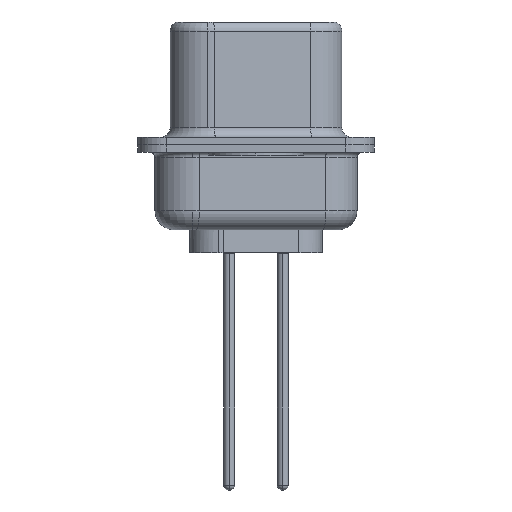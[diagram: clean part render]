
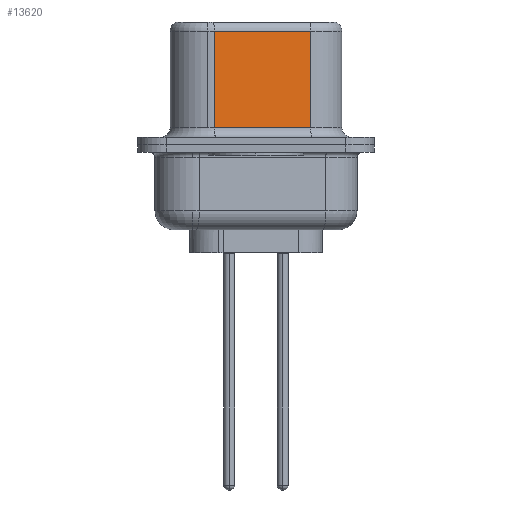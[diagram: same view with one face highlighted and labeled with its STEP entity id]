
A CAD part, left-side view. The second image highlights one B-rep face of the part: STEP entity #13620.
In plain terms, the highlighted planar face has unit normal (-0.985, -0.174, 0).
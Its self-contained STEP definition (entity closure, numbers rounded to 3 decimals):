
#313 = EDGE_CURVE ( 'NONE', #4058, #10713, #6822, .T. ) ;
#323 = CARTESIAN_POINT ( 'NONE',  ( 4.555, -2.897, 6.52 ) ) ;
#1390 = CARTESIAN_POINT ( 'NONE',  ( 4.555, -2.897, 0.9 ) ) ;
#1982 = PLANE ( 'NONE',  #9147 ) ;
#2974 = LINE ( 'NONE', #7600, #6974 ) ;
#3165 = ORIENTED_EDGE ( 'NONE', *, *, #14807, .T. ) ;
#3754 = CARTESIAN_POINT ( 'NONE',  ( 3.655, 2.203, 6.02 ) ) ;
#3909 = EDGE_CURVE ( 'NONE', #10713, #10338, #10596, .T. ) ;
#4058 = VERTEX_POINT ( 'NONE', #3754 ) ;
#4661 = CARTESIAN_POINT ( 'NONE',  ( 3.655, 2.203, 0.9 ) ) ;
#5646 = CARTESIAN_POINT ( 'NONE',  ( 4.555, -2.897, 6.52 ) ) ;
#5711 = VECTOR ( 'NONE', #8252, 1000. ) ;
#6097 = ORIENTED_EDGE ( 'NONE', *, *, #313, .T. ) ;
#6135 = CARTESIAN_POINT ( 'NONE',  ( 4.555, -2.897, 6.02 ) ) ;
#6666 = CARTESIAN_POINT ( 'NONE',  ( 3.655, 2.203, 6.52 ) ) ;
#6822 = LINE ( 'NONE', #6666, #7509 ) ;
#6974 = VECTOR ( 'NONE', #14320, 1000. ) ;
#7228 = EDGE_CURVE ( 'NONE', #9733, #10338, #9244, .T. ) ;
#7476 = ORIENTED_EDGE ( 'NONE', *, *, #3909, .T. ) ;
#7509 = VECTOR ( 'NONE', #11139, 1000. ) ;
#7600 = CARTESIAN_POINT ( 'NONE',  ( 4.555, -2.897, 6.02 ) ) ;
#8149 = ORIENTED_EDGE ( 'NONE', *, *, #7228, .F. ) ;
#8252 = DIRECTION ( 'NONE',  ( 0.174, -0.985, 0. ) ) ;
#9147 = AXIS2_PLACEMENT_3D ( 'NONE', #5646, #13531, #10257 ) ;
#9244 = LINE ( 'NONE', #323, #13798 ) ;
#9733 = VERTEX_POINT ( 'NONE', #6135 ) ;
#10257 = DIRECTION ( 'NONE',  ( -0.174, 0.985, 0. ) ) ;
#10338 = VERTEX_POINT ( 'NONE', #1390 ) ;
#10596 = LINE ( 'NONE', #11596, #5711 ) ;
#10713 = VERTEX_POINT ( 'NONE', #4661 ) ;
#10863 = EDGE_LOOP ( 'NONE', ( #8149, #3165, #6097, #7476 ) ) ;
#11139 = DIRECTION ( 'NONE',  ( 0., 0., -1. ) ) ;
#11596 = CARTESIAN_POINT ( 'NONE',  ( 4.555, -2.897, 0.9 ) ) ;
#12459 = FACE_OUTER_BOUND ( 'NONE', #10863, .T. ) ;
#13172 = DIRECTION ( 'NONE',  ( 0., 0., -1. ) ) ;
#13531 = DIRECTION ( 'NONE',  ( 0.985, 0.174, 0. ) ) ;
#13620 = ADVANCED_FACE ( 'NONE', ( #12459 ), #1982, .F. ) ;
#13798 = VECTOR ( 'NONE', #13172, 1000. ) ;
#14320 = DIRECTION ( 'NONE',  ( -0.174, 0.985, 0. ) ) ;
#14807 = EDGE_CURVE ( 'NONE', #9733, #4058, #2974, .T. ) ;
